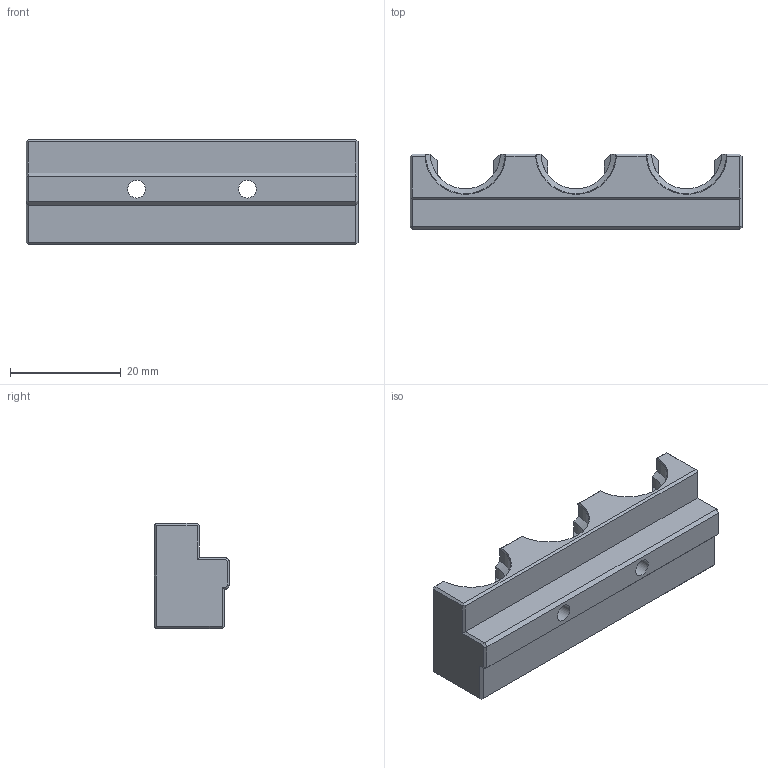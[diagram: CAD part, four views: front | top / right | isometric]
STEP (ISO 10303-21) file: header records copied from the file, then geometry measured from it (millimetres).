
FILE_DESCRIPTION(('Open CASCADE Model'),'2;1');
FILE_NAME('Open CASCADE Shape Model','2024-07-24T15:41:32',('Author'),( 'Open CASCADE'),'Open CASCADE STEP processor 7.7','Open CASCADE 7.7' ,'Unknown');
FILE_SCHEMA(('AUTOMOTIVE_DESIGN { 1 0 10303 214 1 1 1 1 }'));
Length unit declared in the file: millimetre
Products named in the file (1): Open CASCADE STEP translator 7.7 142
Bounding box: 60 x 13.7 x 19 mm (x, y, z)
Volume: 8975.7 mm3; surface area: 4548.7 mm2
Topology: 1 solids, 1 shells, 100 faces, 280 edges, 182 vertices
Faces by surface type: plane 69, cone 20, cylinder 11
Full cylindrical faces by diameter (mm): 3.2 x2
Entity records: 7102 total; most frequent: CARTESIAN_POINT 1555, DIRECTION 1030, LINE 614, VECTOR 614, ORIENTED_EDGE 560, PCURVE 560, DEFINITIONAL_REPRESENTATION 560, EDGE_CURVE 280
